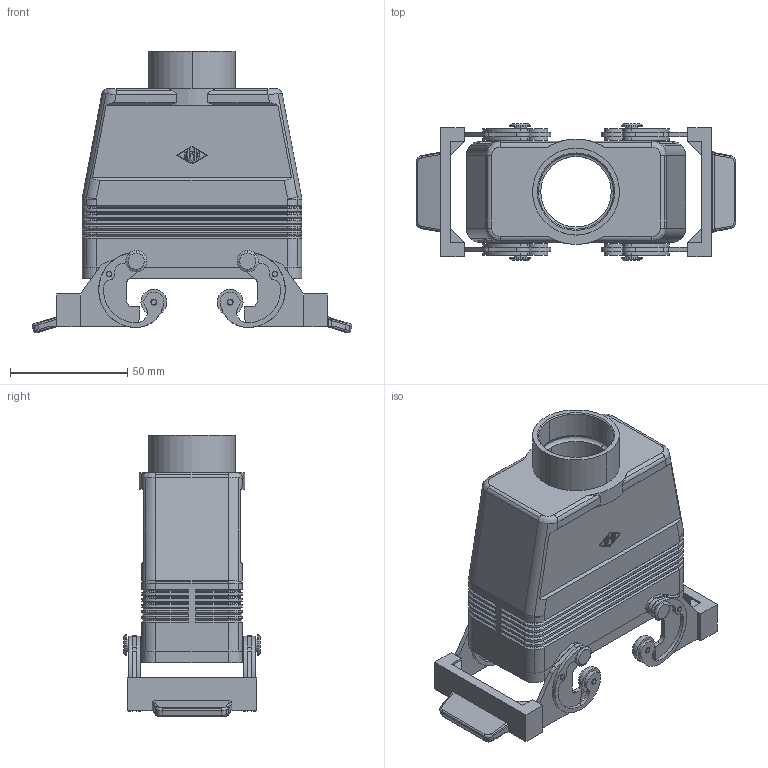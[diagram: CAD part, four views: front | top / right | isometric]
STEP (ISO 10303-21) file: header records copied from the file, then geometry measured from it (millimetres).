
FILE_DESCRIPTION(('Creo Elements/Direct Modeling STEP Export'),'2;1');
FILE_NAME('0ln7uvk49bk9j6u4700','2017-02-23T 8:38:25',(''),(''),'PTC Creo Elements/Direct Modeling STEP processor for AP214 (Solid Model)','PTC Creo Elements/Direct Modeling 19.0E 27-Jun-2016 (C) Parametric Technology GmbH','');
FILE_SCHEMA(('AUTOMOTIVE_DESIGN { 1 0 10303 214 1 1 1 1 }'));
Length unit declared in the file: millimetre
Products named in the file (1): MAVE_16_G32
Bounding box: 136.29 x 58 x 120.08 mm (x, y, z)
Volume: 113799.5 mm3; surface area: 65051.8 mm2
Topology: 1 solids, 5 shells, 969 faces, 2450 edges, 1510 vertices
Faces by surface type: plane 429, cylinder 362, cone 118, torus 36, bspline 20, sphere 4
Entity records: 39272 total; most frequent: CARTESIAN_POINT 7508, DIRECTION 5356, ORIENTED_EDGE 4872, EDGE_CURVE 2436, AXIS2_PLACEMENT_3D 1984, VERTEX_POINT 1510, VECTOR 1388, LINE 1388
